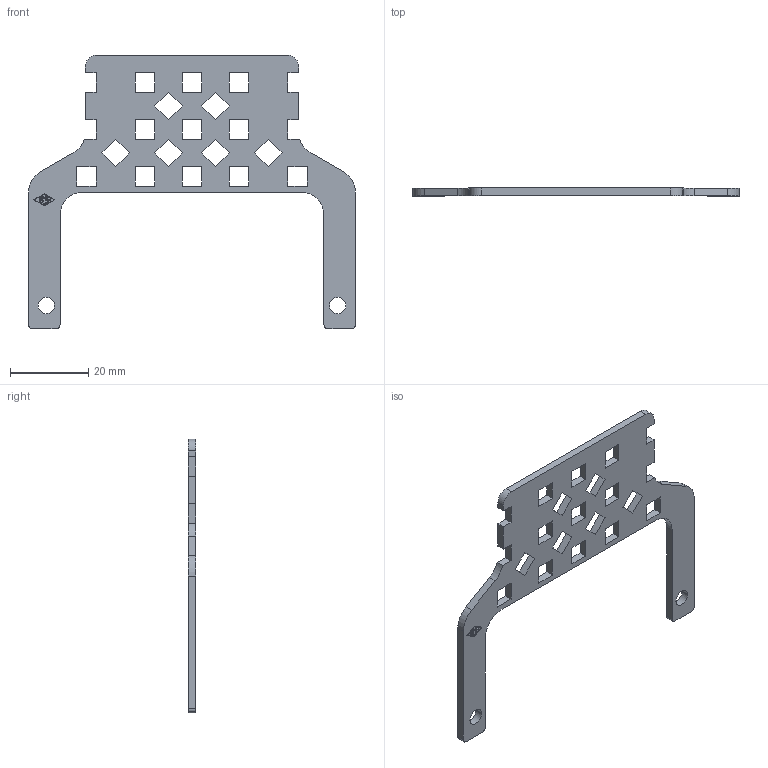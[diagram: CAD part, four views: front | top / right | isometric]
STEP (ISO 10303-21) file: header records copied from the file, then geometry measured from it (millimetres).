
FILE_DESCRIPTION((''),'2;1');
FILE_NAME('CR 16 FS.stp','2007-01-02T17:37:03',('gembarski'),(''),'Autodesk Inventor 7','Autodesk Inventor 7','');
FILE_SCHEMA(('AUTOMOTIVE_DESIGN { 1 0 10303 214 1 1 1 1 }'));
Length unit declared in the file: millimetre
Products named in the file (1): CR 16 FS
Bounding box: 83.5 x 2 x 70 mm (x, y, z)
Volume: 4383.4 mm3; surface area: 5876.7 mm2
Topology: 1 solids, 1 shells, 167 faces, 477 edges, 318 vertices
Faces by surface type: plane 133, cylinder 34
Entity records: 5498 total; most frequent: CARTESIAN_POINT 963, ORIENTED_EDGE 954, DIRECTION 881, EDGE_CURVE 477, VECTOR 409, LINE 409, VERTEX_POINT 318, AXIS2_PLACEMENT_3D 236
